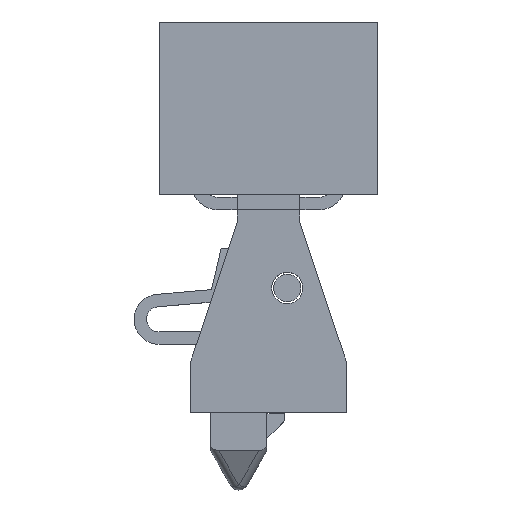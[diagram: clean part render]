
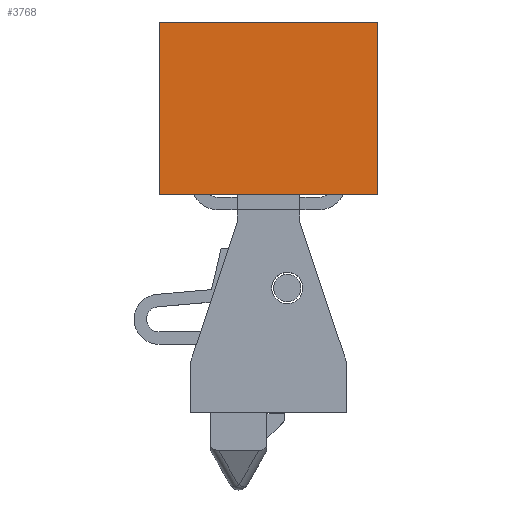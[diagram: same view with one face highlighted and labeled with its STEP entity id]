
A CAD part, top view. The second image highlights one B-rep face of the part: STEP entity #3768.
In plain terms, the highlighted planar face has unit normal (0, 0, 1).
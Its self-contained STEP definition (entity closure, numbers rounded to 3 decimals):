
#514=FACE_OUTER_BOUND('',#725,.T.);
#725=EDGE_LOOP('',(#3423,#3424,#3425,#3426));
#1074=LINE('',#8301,#1439);
#1087=LINE('',#8360,#1452);
#1091=LINE('',#8367,#1456);
#1093=LINE('',#8370,#1458);
#1439=VECTOR('',#5086,10.);
#1452=VECTOR('',#5153,10.);
#1456=VECTOR('',#5159,10.);
#1458=VECTOR('',#5163,10.);
#1792=VERTEX_POINT('',#8298);
#1793=VERTEX_POINT('',#8300);
#1812=VERTEX_POINT('',#8359);
#1814=VERTEX_POINT('',#8365);
#2322=EDGE_CURVE('',#1793,#1792,#1074,.T.);
#2351=EDGE_CURVE('',#1812,#1793,#1087,.T.);
#2355=EDGE_CURVE('',#1792,#1814,#1091,.T.);
#2357=EDGE_CURVE('',#1814,#1812,#1093,.T.);
#3423=ORIENTED_EDGE('',*,*,#2351,.T.);
#3424=ORIENTED_EDGE('',*,*,#2322,.T.);
#3425=ORIENTED_EDGE('',*,*,#2355,.T.);
#3426=ORIENTED_EDGE('',*,*,#2357,.T.);
#3570=PLANE('',#4152);
#3768=ADVANCED_FACE('',(#514),#3570,.T.);
#4152=AXIS2_PLACEMENT_3D('',#8371,#5164,#5165);
#5086=DIRECTION('',(1.,0.,0.));
#5153=DIRECTION('',(0.,-1.,0.));
#5159=DIRECTION('',(0.,1.,0.));
#5163=DIRECTION('',(-1.,0.,0.));
#5164=DIRECTION('center_axis',(0.,0.,1.));
#5165=DIRECTION('ref_axis',(1.,0.,0.));
#8298=CARTESIAN_POINT('',(7.,14.,5.));
#8300=CARTESIAN_POINT('',(-7.,14.,5.));
#8301=CARTESIAN_POINT('',(-7.,14.,5.));
#8359=CARTESIAN_POINT('',(-7.,25.,5.));
#8360=CARTESIAN_POINT('',(-7.,25.,5.));
#8365=CARTESIAN_POINT('',(7.,25.,5.));
#8367=CARTESIAN_POINT('',(7.,14.,5.));
#8370=CARTESIAN_POINT('',(7.,25.,5.));
#8371=CARTESIAN_POINT('Origin',(0.,19.5,5.));
